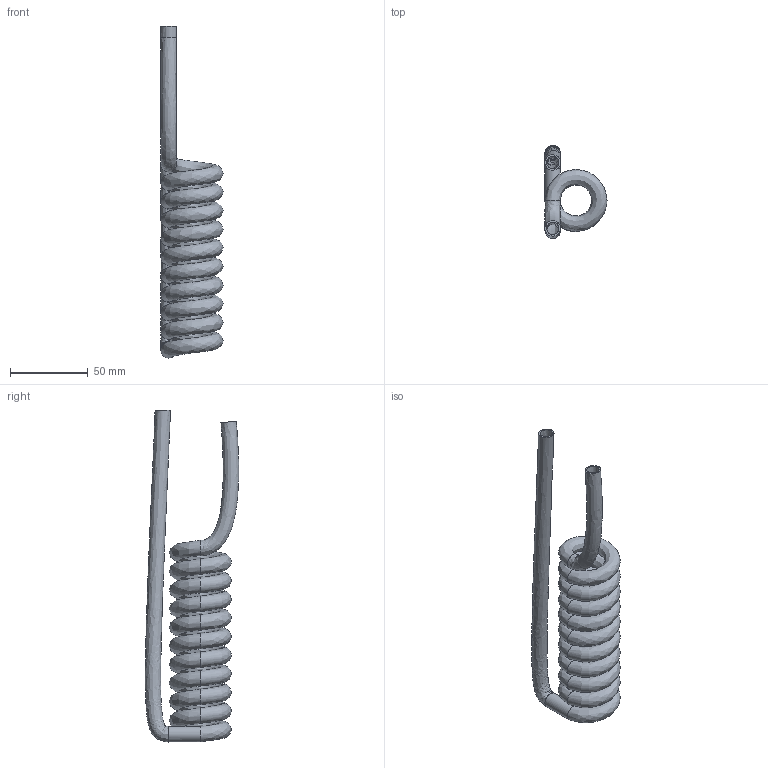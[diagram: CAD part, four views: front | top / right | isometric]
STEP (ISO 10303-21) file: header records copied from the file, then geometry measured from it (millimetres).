
FILE_DESCRIPTION(('FreeCAD Model'),'2;1');
FILE_NAME('Open CASCADE Shape Model','2025-01-20T02:17:10',('Author'),( ''),'Open CASCADE STEP processor 7.6','FreeCAD','Unknown');
FILE_SCHEMA(('AUTOMOTIVE_DESIGN { 1 0 10303 214 1 1 1 1 }'));
Length unit declared in the file: millimetre
Products named in the file (1): Body
Bounding box: 40 x 60.14 x 213.92 mm (x, y, z)
Volume: 35741.7 mm3; surface area: 71850.5 mm2
Topology: 1 solids, 1 shells, 32 faces, 58 edges, 32 vertices
Faces by surface type: bspline 24, plane 6, cylinder 2
Full cylindrical faces by diameter (mm): 7.995 x1, 9.994 x1
Entity records: 8559 total; most frequent: CARTESIAN_POINT 8169, ORIENTED_EDGE 116, EDGE_CURVE 58, FACE_BOUND 38, EDGE_LOOP 38, ADVANCED_FACE 32, VERTEX_POINT 32, DIRECTION 24
